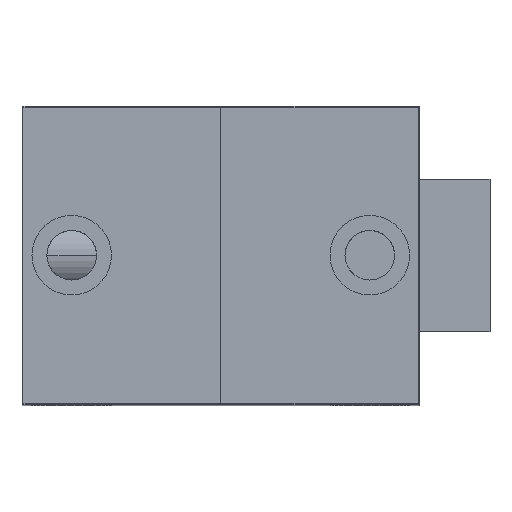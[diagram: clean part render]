
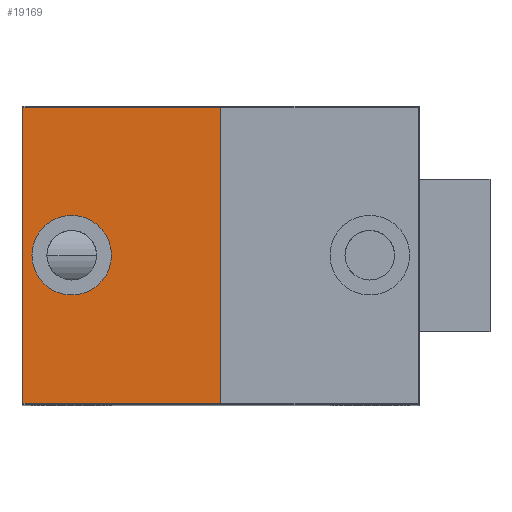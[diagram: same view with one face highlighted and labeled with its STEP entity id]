
A CAD part, top view. The second image highlights one B-rep face of the part: STEP entity #19169.
In plain terms, the highlighted planar face has unit normal (0, 0, 1).
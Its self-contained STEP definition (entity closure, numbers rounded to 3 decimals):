
#209 = FACE_BOUND ( 'NONE', #29232, .T. ) ;
#804 = LINE ( 'NONE', #11184, #38777 ) ;
#1175 = CIRCLE ( 'NONE', #14582, 4. ) ;
#1384 = VECTOR ( 'NONE', #7884, 1000. ) ;
#1644 = DIRECTION ( 'NONE',  ( 1., 0., 0. ) ) ;
#1893 = ORIENTED_EDGE ( 'NONE', *, *, #40869, .F. ) ;
#2304 = LINE ( 'NONE', #42931, #33999 ) ;
#3285 = VERTEX_POINT ( 'NONE', #9012 ) ;
#4120 = DIRECTION ( 'NONE',  ( 0., -1., 0. ) ) ;
#5746 = EDGE_CURVE ( 'NONE', #16094, #3285, #804, .T. ) ;
#5786 = LINE ( 'NONE', #19276, #28449 ) ;
#6182 = DIRECTION ( 'NONE',  ( -1., 0., 0. ) ) ;
#7884 = DIRECTION ( 'NONE',  ( 0., -1., 0. ) ) ;
#9012 = CARTESIAN_POINT ( 'NONE',  ( -19.9, -14.9, 65. ) ) ;
#9715 = PLANE ( 'NONE',  #23802 ) ;
#10147 = CARTESIAN_POINT ( 'NONE',  ( 20., -15., 65. ) ) ;
#11184 = CARTESIAN_POINT ( 'NONE',  ( -19.9, -15., 65. ) ) ;
#11193 = VERTEX_POINT ( 'NONE', #15007 ) ;
#11967 = ORIENTED_EDGE ( 'NONE', *, *, #5746, .T. ) ;
#13262 = ORIENTED_EDGE ( 'NONE', *, *, #34662, .F. ) ;
#13333 = EDGE_CURVE ( 'NONE', #3285, #20417, #2304, .T. ) ;
#13676 = FACE_OUTER_BOUND ( 'NONE', #21683, .T. ) ;
#14131 = EDGE_CURVE ( 'NONE', #33694, #16094, #5786, .T. ) ;
#14487 = VERTEX_POINT ( 'NONE', #28294 ) ;
#14582 = AXIS2_PLACEMENT_3D ( 'NONE', #38147, #21605, #35056 ) ;
#14907 = EDGE_CURVE ( 'NONE', #33694, #20417, #24692, .T. ) ;
#15007 = CARTESIAN_POINT ( 'NONE',  ( -11., 0., 65. ) ) ;
#16094 = VERTEX_POINT ( 'NONE', #24212 ) ;
#16519 = CARTESIAN_POINT ( 'NONE',  ( -15., 0., 65. ) ) ;
#17446 = CARTESIAN_POINT ( 'NONE',  ( 0., -14.9, 65. ) ) ;
#19169 = ADVANCED_FACE ( 'NONE', ( #13676, #209 ), #9715, .F. ) ;
#19276 = CARTESIAN_POINT ( 'NONE',  ( 20., 14.9, 65. ) ) ;
#20417 = VERTEX_POINT ( 'NONE', #17446 ) ;
#21228 = AXIS2_PLACEMENT_3D ( 'NONE', #16519, #23819, #1644 ) ;
#21605 = DIRECTION ( 'NONE',  ( 0., 0., 1. ) ) ;
#21683 = EDGE_LOOP ( 'NONE', ( #38910, #11967, #22636, #28687 ) ) ;
#22636 = ORIENTED_EDGE ( 'NONE', *, *, #13333, .T. ) ;
#22858 = DIRECTION ( 'NONE',  ( 1., 0., 0. ) ) ;
#23802 = AXIS2_PLACEMENT_3D ( 'NONE', #10147, #33574, #6182 ) ;
#23819 = DIRECTION ( 'NONE',  ( 0., 0., 1. ) ) ;
#24212 = CARTESIAN_POINT ( 'NONE',  ( -19.9, 14.9, 65. ) ) ;
#24692 = LINE ( 'NONE', #38137, #1384 ) ;
#28294 = CARTESIAN_POINT ( 'NONE',  ( -19., 0., 65. ) ) ;
#28449 = VECTOR ( 'NONE', #28999, 1000. ) ;
#28687 = ORIENTED_EDGE ( 'NONE', *, *, #14907, .F. ) ;
#28999 = DIRECTION ( 'NONE',  ( -1., 0., 0. ) ) ;
#29232 = EDGE_LOOP ( 'NONE', ( #1893, #13262 ) ) ;
#32531 = CIRCLE ( 'NONE', #21228, 4. ) ;
#33574 = DIRECTION ( 'NONE',  ( 0., 0., -1. ) ) ;
#33694 = VERTEX_POINT ( 'NONE', #42339 ) ;
#33999 = VECTOR ( 'NONE', #22858, 1000. ) ;
#34662 = EDGE_CURVE ( 'NONE', #14487, #11193, #1175, .T. ) ;
#35056 = DIRECTION ( 'NONE',  ( 1., 0., 0. ) ) ;
#38137 = CARTESIAN_POINT ( 'NONE',  ( 0., -15., 65. ) ) ;
#38147 = CARTESIAN_POINT ( 'NONE',  ( -15., 0., 65. ) ) ;
#38777 = VECTOR ( 'NONE', #4120, 1000. ) ;
#38910 = ORIENTED_EDGE ( 'NONE', *, *, #14131, .T. ) ;
#40869 = EDGE_CURVE ( 'NONE', #11193, #14487, #32531, .T. ) ;
#42339 = CARTESIAN_POINT ( 'NONE',  ( 0., 14.9, 65. ) ) ;
#42931 = CARTESIAN_POINT ( 'NONE',  ( 20., -14.9, 65. ) ) ;
